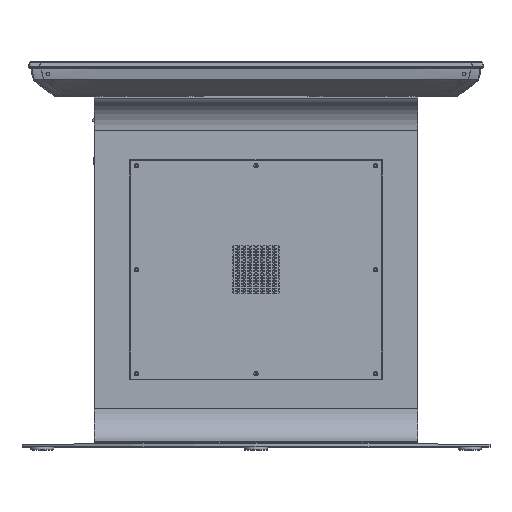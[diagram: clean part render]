
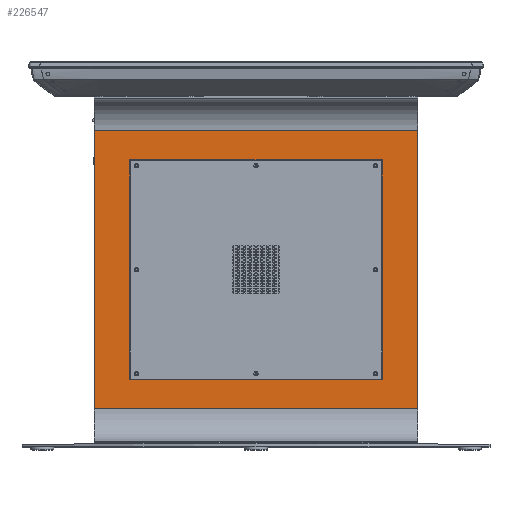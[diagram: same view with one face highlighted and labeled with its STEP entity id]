
A CAD part, top view. The second image highlights one B-rep face of the part: STEP entity #226547.
In plain terms, the highlighted face is planar.
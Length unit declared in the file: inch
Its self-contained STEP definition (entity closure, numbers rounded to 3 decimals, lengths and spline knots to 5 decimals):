
#2297 = DIRECTION ( 'NONE',  ( 0., 1., 0. ) ) ;
#6873 = VERTEX_POINT ( 'NONE', #153413 ) ;
#7697 = LINE ( 'NONE', #117601, #114702 ) ;
#8423 = VECTOR ( 'NONE', #68344, 39.37008 ) ;
#11483 = CARTESIAN_POINT ( 'NONE',  ( 1.3125, 2.9305, -14. ) ) ;
#23797 = VERTEX_POINT ( 'NONE', #186530 ) ;
#26738 = DIRECTION ( 'NONE',  ( 0., 1., 0. ) ) ;
#26920 = CARTESIAN_POINT ( 'NONE',  ( 1.3125, 27.0005, 14. ) ) ;
#28256 = PLANE ( 'NONE',  #200460 ) ;
#33660 = ORIENTED_EDGE ( 'NONE', *, *, #193418, .F. ) ;
#34295 = EDGE_CURVE ( 'NONE', #155801, #77645, #7697, .T. ) ;
#51460 = CARTESIAN_POINT ( 'NONE',  ( 1.3125, 5.4655, -10.9065 ) ) ;
#53111 = CARTESIAN_POINT ( 'NONE',  ( 1.3125, 27.0005, -14. ) ) ;
#53129 = VECTOR ( 'NONE', #206802, 39.37008 ) ;
#53748 = CARTESIAN_POINT ( 'NONE',  ( 1.3125, 24.4655, 10.9065 ) ) ;
#55657 = VERTEX_POINT ( 'NONE', #26920 ) ;
#57255 = DIRECTION ( 'NONE',  ( 0., 0., 1. ) ) ;
#68090 = EDGE_CURVE ( 'NONE', #84181, #6873, #112211, .T. ) ;
#68344 = DIRECTION ( 'NONE',  ( 0., 0., -1. ) ) ;
#75699 = DIRECTION ( 'NONE',  ( 0., 0., 1. ) ) ;
#77645 = VERTEX_POINT ( 'NONE', #143380 ) ;
#80578 = DIRECTION ( 'NONE',  ( 0., 1., 0. ) ) ;
#84181 = VERTEX_POINT ( 'NONE', #213989 ) ;
#84381 = DIRECTION ( 'NONE',  ( 0., 0., -1. ) ) ;
#87456 = CARTESIAN_POINT ( 'NONE',  ( 1.3125, 5.4655, 10.9065 ) ) ;
#98828 = ORIENTED_EDGE ( 'NONE', *, *, #68090, .T. ) ;
#103721 = VECTOR ( 'NONE', #75699, 39.37008 ) ;
#107339 = CARTESIAN_POINT ( 'NONE',  ( 1.3125, 2.9305, -14. ) ) ;
#107890 = DIRECTION ( 'NONE',  ( 1., 0., 0. ) ) ;
#112211 = LINE ( 'NONE', #204162, #133524 ) ;
#112511 = CARTESIAN_POINT ( 'NONE',  ( 1.3125, 5.4655, 10.9065 ) ) ;
#114702 = VECTOR ( 'NONE', #80578, 39.37008 ) ;
#116220 = CARTESIAN_POINT ( 'NONE',  ( 1.3125, 5.4655, 10.9065 ) ) ;
#117515 = CARTESIAN_POINT ( 'NONE',  ( 1.3125, 2.9305, 14. ) ) ;
#117526 = VECTOR ( 'NONE', #57255, 39.37008 ) ;
#117601 = CARTESIAN_POINT ( 'NONE',  ( 1.3125, 5.4655, -10.9065 ) ) ;
#122090 = LINE ( 'NONE', #87456, #8423 ) ;
#130283 = VECTOR ( 'NONE', #180201, 39.37008 ) ;
#133524 = VECTOR ( 'NONE', #2297, 39.37008 ) ;
#135444 = LINE ( 'NONE', #117515, #225554 ) ;
#135755 = FACE_BOUND ( 'NONE', #152542, .T. ) ;
#140258 = VERTEX_POINT ( 'NONE', #170525 ) ;
#143170 = EDGE_LOOP ( 'NONE', ( #33660, #186957, #98828, #224487 ) ) ;
#143380 = CARTESIAN_POINT ( 'NONE',  ( 1.3125, 24.4655, -10.9065 ) ) ;
#152542 = EDGE_LOOP ( 'NONE', ( #201126, #230606, #230184, #203313 ) ) ;
#153413 = CARTESIAN_POINT ( 'NONE',  ( 1.3125, 27.0005, -14. ) ) ;
#154089 = EDGE_CURVE ( 'NONE', #84181, #140258, #181381, .T. ) ;
#155801 = VERTEX_POINT ( 'NONE', #51460 ) ;
#170525 = CARTESIAN_POINT ( 'NONE',  ( 1.3125, 2.9305, 14. ) ) ;
#177150 = EDGE_CURVE ( 'NONE', #23797, #235466, #208002, .T. ) ;
#180201 = DIRECTION ( 'NONE',  ( 0., 0., 1. ) ) ;
#181381 = LINE ( 'NONE', #107339, #130283 ) ;
#183910 = LINE ( 'NONE', #53748, #117526 ) ;
#186530 = CARTESIAN_POINT ( 'NONE',  ( 1.3125, 24.4655, 10.9065 ) ) ;
#186957 = ORIENTED_EDGE ( 'NONE', *, *, #154089, .F. ) ;
#193418 = EDGE_CURVE ( 'NONE', #140258, #55657, #135444, .T. ) ;
#200460 = AXIS2_PLACEMENT_3D ( 'NONE', #11483, #107890, #84381 ) ;
#201126 = ORIENTED_EDGE ( 'NONE', *, *, #34295, .F. ) ;
#203313 = ORIENTED_EDGE ( 'NONE', *, *, #210884, .F. ) ;
#204162 = CARTESIAN_POINT ( 'NONE',  ( 1.3125, 2.9305, -14. ) ) ;
#206802 = DIRECTION ( 'NONE',  ( 0., -1., 0. ) ) ;
#208002 = LINE ( 'NONE', #112511, #53129 ) ;
#208647 = FACE_OUTER_BOUND ( 'NONE', #143170, .T. ) ;
#210884 = EDGE_CURVE ( 'NONE', #77645, #23797, #183910, .T. ) ;
#213989 = CARTESIAN_POINT ( 'NONE',  ( 1.3125, 2.9305, -14. ) ) ;
#216806 = LINE ( 'NONE', #53111, #103721 ) ;
#219774 = EDGE_CURVE ( 'NONE', #235466, #155801, #122090, .T. ) ;
#224487 = ORIENTED_EDGE ( 'NONE', *, *, #236253, .T. ) ;
#225554 = VECTOR ( 'NONE', #26738, 39.37008 ) ;
#226547 = ADVANCED_FACE ( 'NONE', ( #135755, #208647 ), #28256, .T. ) ;
#230184 = ORIENTED_EDGE ( 'NONE', *, *, #177150, .F. ) ;
#230606 = ORIENTED_EDGE ( 'NONE', *, *, #219774, .F. ) ;
#235466 = VERTEX_POINT ( 'NONE', #116220 ) ;
#236253 = EDGE_CURVE ( 'NONE', #6873, #55657, #216806, .T. ) ;
